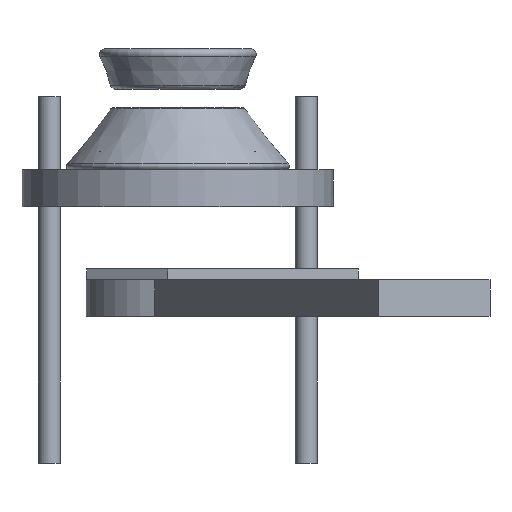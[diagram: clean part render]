
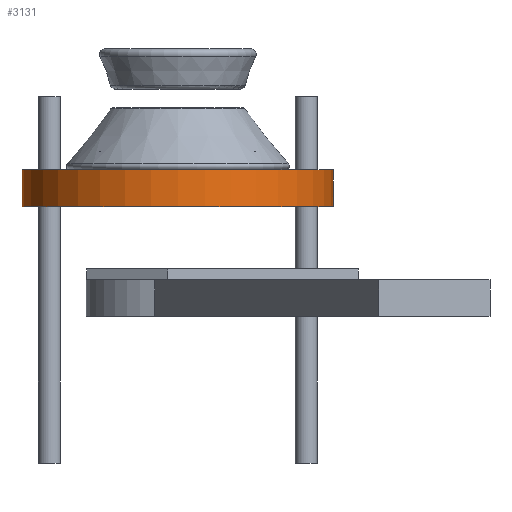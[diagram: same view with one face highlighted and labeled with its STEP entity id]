
A CAD part, front view. The second image highlights one B-rep face of the part: STEP entity #3131.
In plain terms, the highlighted cylindrical face has radius 42.5 mm (diameter 85 mm), a full revolution.
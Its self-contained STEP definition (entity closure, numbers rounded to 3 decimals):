
#61=B_SPLINE_CURVE_WITH_KNOTS('',3,(#5167,#5168,#5169,#5170,#5171,#5172,
#5173,#5174,#5175,#5176,#5177,#5178,#5179,#5180,#5181,#5182,#5183,#5184),
 .UNSPECIFIED.,.F.,.F.,(4,2,2,2,2,2,2,2,4),(0.,0.032,0.064,
0.096,0.128,0.16,0.192,
0.224,0.256),.UNSPECIFIED.);
#62=B_SPLINE_CURVE_WITH_KNOTS('',3,(#5185,#5186,#5187,#5188,#5189,#5190,
#5191,#5192,#5193,#5194,#5195,#5196,#5197,#5198,#5199,#5200,#5201,#5202),
 .UNSPECIFIED.,.F.,.F.,(4,2,2,2,2,2,2,2,4),(0.256,0.288,
0.321,0.353,0.385,0.417,
0.449,0.481,0.513),.UNSPECIFIED.);
#64=B_SPLINE_CURVE_WITH_KNOTS('',3,(#5241,#5242,#5243,#5244,#5245,#5246,
#5247,#5248,#5249,#5250,#5251,#5252,#5253,#5254,#5255,#5256,#5257,#5258,
#5259,#5260,#5261,#5262,#5263,#5264,#5265,#5266,#5267,#5268,#5269,#5270,
#5271,#5272,#5273,#5274),.UNSPECIFIED.,.T.,.F.,(4,2,2,2,2,2,2,2,2,2,2,2,
2,2,2,2,4),(0.,0.032,0.064,0.096,
0.128,0.16,0.192,0.224,
0.256,0.288,0.321,0.353,0.385,
0.417,0.449,0.481,0.513),
 .UNSPECIFIED.);
#208=FACE_BOUND('',#737,.T.);
#209=FACE_BOUND('',#738,.T.);
#431=FACE_OUTER_BOUND('',#736,.T.);
#736=EDGE_LOOP('',(#2709,#2710,#2711,#2712));
#737=EDGE_LOOP('',(#2713,#2714));
#738=EDGE_LOOP('',(#2715));
#979=LINE('',#5460,#1158);
#1158=VECTOR('',#4374,42.5);
#1325=CIRCLE('',#3521,42.5);
#1332=CIRCLE('',#3529,42.5);
#1563=VERTEX_POINT('',#5165);
#1564=VERTEX_POINT('',#5166);
#1566=VERTEX_POINT('',#5240);
#1603=VERTEX_POINT('',#5417);
#1610=VERTEX_POINT('',#5432);
#1914=EDGE_CURVE('',#1563,#1564,#61,.T.);
#1915=EDGE_CURVE('',#1564,#1563,#62,.T.);
#1918=EDGE_CURVE('',#1566,#1566,#64,.T.);
#1972=EDGE_CURVE('',#1603,#1603,#1325,.T.);
#1979=EDGE_CURVE('',#1610,#1610,#1332,.T.);
#1993=EDGE_CURVE('',#1610,#1603,#979,.T.);
#2709=ORIENTED_EDGE('',*,*,#1979,.F.);
#2710=ORIENTED_EDGE('',*,*,#1993,.T.);
#2711=ORIENTED_EDGE('',*,*,#1972,.T.);
#2712=ORIENTED_EDGE('',*,*,#1993,.F.);
#2713=ORIENTED_EDGE('',*,*,#1914,.T.);
#2714=ORIENTED_EDGE('',*,*,#1915,.T.);
#2715=ORIENTED_EDGE('',*,*,#1918,.T.);
#2993=CYLINDRICAL_SURFACE('',#3542,42.5);
#3131=ADVANCED_FACE('',(#431,#208,#209),#2993,.T.);
#3521=AXIS2_PLACEMENT_3D('',#5418,#4323,#4324);
#3529=AXIS2_PLACEMENT_3D('',#5433,#4339,#4340);
#3542=AXIS2_PLACEMENT_3D('',#5459,#4372,#4373);
#4323=DIRECTION('center_axis',(0.,0.,-1.));
#4324=DIRECTION('ref_axis',(1.,0.,0.));
#4339=DIRECTION('center_axis',(0.,0.,-1.));
#4340=DIRECTION('ref_axis',(1.,0.,0.));
#4372=DIRECTION('center_axis',(0.,0.,-1.));
#4373=DIRECTION('ref_axis',(1.,0.,0.));
#4374=DIRECTION('',(0.,0.,1.));
#5165=CARTESIAN_POINT('',(42.325,3.85,-26.));
#5166=CARTESIAN_POINT('',(42.446,2.15,-26.));
#5167=CARTESIAN_POINT('Ctrl Pts',(42.325,3.85,-26.));
#5168=CARTESIAN_POINT('Ctrl Pts',(42.325,3.85,-26.107));
#5169=CARTESIAN_POINT('Ctrl Pts',(42.327,3.829,-26.221));
#5170=CARTESIAN_POINT('Ctrl Pts',(42.335,3.742,-26.43));
#5171=CARTESIAN_POINT('Ctrl Pts',(42.341,3.677,-26.525));
#5172=CARTESIAN_POINT('Ctrl Pts',(42.354,3.526,-26.676));
#5173=CARTESIAN_POINT('Ctrl Pts',(42.361,3.43,-26.742));
#5174=CARTESIAN_POINT('Ctrl Pts',(42.378,3.221,-26.829));
#5175=CARTESIAN_POINT('Ctrl Pts',(42.386,3.107,-26.85));
#5176=CARTESIAN_POINT('Ctrl Pts',(42.402,2.893,-26.85));
#5177=CARTESIAN_POINT('Ctrl Pts',(42.409,2.779,-26.829));
#5178=CARTESIAN_POINT('Ctrl Pts',(42.422,2.57,-26.742));
#5179=CARTESIAN_POINT('Ctrl Pts',(42.428,2.474,-26.676));
#5180=CARTESIAN_POINT('Ctrl Pts',(42.437,2.323,-26.525));
#5181=CARTESIAN_POINT('Ctrl Pts',(42.44,2.258,-26.43));
#5182=CARTESIAN_POINT('Ctrl Pts',(42.445,2.171,-26.221));
#5183=CARTESIAN_POINT('Ctrl Pts',(42.446,2.15,-26.107));
#5184=CARTESIAN_POINT('Ctrl Pts',(42.446,2.15,-26.));
#5185=CARTESIAN_POINT('Ctrl Pts',(42.446,2.15,-26.));
#5186=CARTESIAN_POINT('Ctrl Pts',(42.446,2.15,-25.893));
#5187=CARTESIAN_POINT('Ctrl Pts',(42.445,2.171,-25.779));
#5188=CARTESIAN_POINT('Ctrl Pts',(42.44,2.258,-25.57));
#5189=CARTESIAN_POINT('Ctrl Pts',(42.437,2.323,-25.475));
#5190=CARTESIAN_POINT('Ctrl Pts',(42.428,2.474,-25.324));
#5191=CARTESIAN_POINT('Ctrl Pts',(42.422,2.57,-25.258));
#5192=CARTESIAN_POINT('Ctrl Pts',(42.409,2.779,-25.171));
#5193=CARTESIAN_POINT('Ctrl Pts',(42.402,2.893,-25.15));
#5194=CARTESIAN_POINT('Ctrl Pts',(42.386,3.107,-25.15));
#5195=CARTESIAN_POINT('Ctrl Pts',(42.378,3.221,-25.171));
#5196=CARTESIAN_POINT('Ctrl Pts',(42.361,3.43,-25.258));
#5197=CARTESIAN_POINT('Ctrl Pts',(42.354,3.526,-25.324));
#5198=CARTESIAN_POINT('Ctrl Pts',(42.341,3.677,-25.475));
#5199=CARTESIAN_POINT('Ctrl Pts',(42.335,3.742,-25.57));
#5200=CARTESIAN_POINT('Ctrl Pts',(42.327,3.829,-25.779));
#5201=CARTESIAN_POINT('Ctrl Pts',(42.325,3.85,-25.893));
#5202=CARTESIAN_POINT('Ctrl Pts',(42.325,3.85,-26.));
#5240=CARTESIAN_POINT('',(-42.446,2.15,-26.));
#5241=CARTESIAN_POINT('Ctrl Pts',(-42.446,2.15,-26.));
#5242=CARTESIAN_POINT('Ctrl Pts',(-42.446,2.15,-26.107));
#5243=CARTESIAN_POINT('Ctrl Pts',(-42.445,2.171,-26.221));
#5244=CARTESIAN_POINT('Ctrl Pts',(-42.44,2.258,-26.43));
#5245=CARTESIAN_POINT('Ctrl Pts',(-42.437,2.323,-26.525));
#5246=CARTESIAN_POINT('Ctrl Pts',(-42.428,2.474,-26.676));
#5247=CARTESIAN_POINT('Ctrl Pts',(-42.422,2.57,-26.742));
#5248=CARTESIAN_POINT('Ctrl Pts',(-42.409,2.779,-26.829));
#5249=CARTESIAN_POINT('Ctrl Pts',(-42.402,2.893,-26.85));
#5250=CARTESIAN_POINT('Ctrl Pts',(-42.386,3.107,-26.85));
#5251=CARTESIAN_POINT('Ctrl Pts',(-42.378,3.221,-26.829));
#5252=CARTESIAN_POINT('Ctrl Pts',(-42.361,3.43,-26.742));
#5253=CARTESIAN_POINT('Ctrl Pts',(-42.354,3.526,-26.676));
#5254=CARTESIAN_POINT('Ctrl Pts',(-42.341,3.677,-26.525));
#5255=CARTESIAN_POINT('Ctrl Pts',(-42.335,3.742,-26.43));
#5256=CARTESIAN_POINT('Ctrl Pts',(-42.327,3.829,-26.221));
#5257=CARTESIAN_POINT('Ctrl Pts',(-42.325,3.85,-26.107));
#5258=CARTESIAN_POINT('Ctrl Pts',(-42.325,3.85,-25.893));
#5259=CARTESIAN_POINT('Ctrl Pts',(-42.327,3.829,-25.779));
#5260=CARTESIAN_POINT('Ctrl Pts',(-42.335,3.742,-25.57));
#5261=CARTESIAN_POINT('Ctrl Pts',(-42.341,3.677,-25.475));
#5262=CARTESIAN_POINT('Ctrl Pts',(-42.354,3.526,-25.324));
#5263=CARTESIAN_POINT('Ctrl Pts',(-42.361,3.43,-25.258));
#5264=CARTESIAN_POINT('Ctrl Pts',(-42.378,3.221,-25.171));
#5265=CARTESIAN_POINT('Ctrl Pts',(-42.386,3.107,-25.15));
#5266=CARTESIAN_POINT('Ctrl Pts',(-42.402,2.893,-25.15));
#5267=CARTESIAN_POINT('Ctrl Pts',(-42.409,2.779,-25.171));
#5268=CARTESIAN_POINT('Ctrl Pts',(-42.422,2.57,-25.258));
#5269=CARTESIAN_POINT('Ctrl Pts',(-42.428,2.474,-25.324));
#5270=CARTESIAN_POINT('Ctrl Pts',(-42.437,2.323,-25.475));
#5271=CARTESIAN_POINT('Ctrl Pts',(-42.44,2.258,-25.57));
#5272=CARTESIAN_POINT('Ctrl Pts',(-42.445,2.171,-25.779));
#5273=CARTESIAN_POINT('Ctrl Pts',(-42.446,2.15,-25.893));
#5274=CARTESIAN_POINT('Ctrl Pts',(-42.446,2.15,-26.));
#5417=CARTESIAN_POINT('',(-42.5,0.,-21.));
#5418=CARTESIAN_POINT('Origin',(0.,0.,-21.));
#5432=CARTESIAN_POINT('',(-42.5,0.,-31.));
#5433=CARTESIAN_POINT('Origin',(0.,0.,-31.));
#5459=CARTESIAN_POINT('Origin',(0.,0.,0.));
#5460=CARTESIAN_POINT('',(-42.5,0.,0.));
